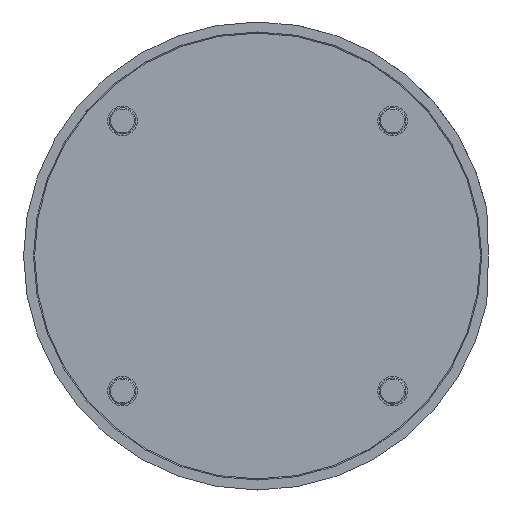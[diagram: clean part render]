
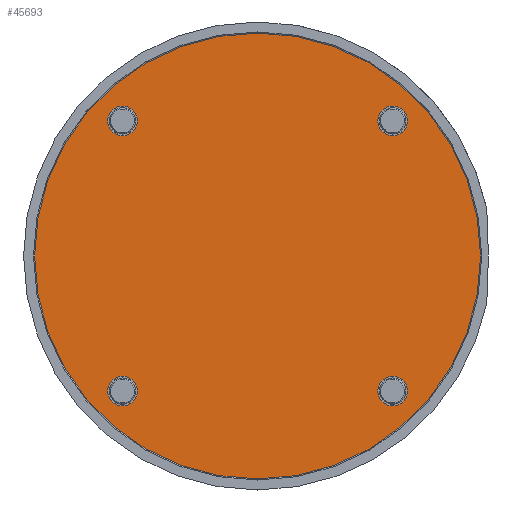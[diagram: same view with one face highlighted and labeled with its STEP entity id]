
A CAD part, left-side view. The second image highlights one B-rep face of the part: STEP entity #45693.
In plain terms, the highlighted planar face has unit normal (-1, 0, 0).
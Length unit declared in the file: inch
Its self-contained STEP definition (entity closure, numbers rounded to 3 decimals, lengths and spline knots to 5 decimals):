
#623 = PLANE ( 'NONE',  #21863 ) ;
#997 = EDGE_CURVE ( 'NONE', #26795, #13605, #82988, .T. ) ;
#1022 = DIRECTION ( 'NONE',  ( 0., 0., 1. ) ) ;
#2692 = EDGE_LOOP ( 'NONE', ( #106723, #54390 ) ) ;
#2827 = CARTESIAN_POINT ( 'NONE',  ( -13.12, 2.56326, -2.28226 ) ) ;
#4184 = AXIS2_PLACEMENT_3D ( 'NONE', #92462, #37296, #101634 ) ;
#5413 = DIRECTION ( 'NONE',  ( -1., 0., 0. ) ) ;
#5888 = FACE_BOUND ( 'NONE', #37649, .T. ) ;
#7604 = DIRECTION ( 'NONE',  ( -1., 0., 0. ) ) ;
#7641 = CARTESIAN_POINT ( 'NONE',  ( -13.12, -2.56326, 2.56326 ) ) ;
#8984 = CIRCLE ( 'NONE', #4184, 0.281 ) ;
#9821 = DIRECTION ( 'NONE',  ( -1., 0., 0. ) ) ;
#9916 = DIRECTION ( 'NONE',  ( 0., 0., 1. ) ) ;
#11822 = AXIS2_PLACEMENT_3D ( 'NONE', #109262, #54170, #118563 ) ;
#11894 = VERTEX_POINT ( 'NONE', #87281 ) ;
#13605 = VERTEX_POINT ( 'NONE', #85983 ) ;
#16829 = CIRCLE ( 'NONE', #57897, 4.2305 ) ;
#16980 = DIRECTION ( 'NONE',  ( 0., 0., 1. ) ) ;
#18252 = AXIS2_PLACEMENT_3D ( 'NONE', #32548, #96932, #41805 ) ;
#19415 = CIRCLE ( 'NONE', #40568, 0.281 ) ;
#19701 = ORIENTED_EDGE ( 'NONE', *, *, #114567, .F. ) ;
#21180 = VERTEX_POINT ( 'NONE', #47077 ) ;
#21863 = AXIS2_PLACEMENT_3D ( 'NONE', #83786, #56425, #1022 ) ;
#23174 = ORIENTED_EDGE ( 'NONE', *, *, #55305, .F. ) ;
#26557 = EDGE_LOOP ( 'NONE', ( #76443, #76253 ) ) ;
#26795 = VERTEX_POINT ( 'NONE', #101014 ) ;
#27718 = CIRCLE ( 'NONE', #51554, 0.281 ) ;
#28945 = EDGE_CURVE ( 'NONE', #41511, #59324, #53273, .T. ) ;
#29952 = EDGE_CURVE ( 'NONE', #71960, #21180, #8984, .T. ) ;
#32114 = ORIENTED_EDGE ( 'NONE', *, *, #59766, .T. ) ;
#32548 = CARTESIAN_POINT ( 'NONE',  ( -13.12, 2.56326, -2.56326 ) ) ;
#36300 = CARTESIAN_POINT ( 'NONE',  ( -13.12, 0., 0. ) ) ;
#37296 = DIRECTION ( 'NONE',  ( -1., 0., 0. ) ) ;
#37500 = CIRCLE ( 'NONE', #114217, 0.281 ) ;
#37649 = EDGE_LOOP ( 'NONE', ( #75670, #44403 ) ) ;
#40568 = AXIS2_PLACEMENT_3D ( 'NONE', #49275, #113694, #58586 ) ;
#41511 = VERTEX_POINT ( 'NONE', #119150 ) ;
#41805 = DIRECTION ( 'NONE',  ( 0., 0., 1. ) ) ;
#42872 = CARTESIAN_POINT ( 'NONE',  ( -13.12, -2.56326, -2.56326 ) ) ;
#44403 = ORIENTED_EDGE ( 'NONE', *, *, #29952, .F. ) ;
#45622 = VERTEX_POINT ( 'NONE', #72591 ) ;
#45693 = ADVANCED_FACE ( 'NONE', ( #103990, #79602, #55107, #5888, #101078 ), #623, .T. ) ;
#47077 = CARTESIAN_POINT ( 'NONE',  ( -13.12, 2.56326, 2.84426 ) ) ;
#48700 = CARTESIAN_POINT ( 'NONE',  ( -13.12, 2.56326, 2.56326 ) ) ;
#49275 = CARTESIAN_POINT ( 'NONE',  ( -13.12, -2.56326, 2.56326 ) ) ;
#50810 = CIRCLE ( 'NONE', #18252, 0.281 ) ;
#51554 = AXIS2_PLACEMENT_3D ( 'NONE', #48700, #113107, #58000 ) ;
#52159 = DIRECTION ( 'NONE',  ( 0., 0., 1. ) ) ;
#53273 = CIRCLE ( 'NONE', #11822, 0.281 ) ;
#54170 = DIRECTION ( 'NONE',  ( -1., 0., 0. ) ) ;
#54390 = ORIENTED_EDGE ( 'NONE', *, *, #28945, .F. ) ;
#54545 = AXIS2_PLACEMENT_3D ( 'NONE', #36300, #9821, #9916 ) ;
#55107 = FACE_BOUND ( 'NONE', #26557, .T. ) ;
#55141 = EDGE_CURVE ( 'NONE', #21180, #71960, #27718, .T. ) ;
#55305 = EDGE_CURVE ( 'NONE', #69261, #117360, #50810, .T. ) ;
#56425 = DIRECTION ( 'NONE',  ( -1., 0., 0. ) ) ;
#57897 = AXIS2_PLACEMENT_3D ( 'NONE', #60793, #5413, #70085 ) ;
#58000 = DIRECTION ( 'NONE',  ( 0., 0., 1. ) ) ;
#58232 = CARTESIAN_POINT ( 'NONE',  ( -13.12, 2.56326, -2.84426 ) ) ;
#58586 = DIRECTION ( 'NONE',  ( 0., 0., 1. ) ) ;
#59324 = VERTEX_POINT ( 'NONE', #106775 ) ;
#59766 = EDGE_CURVE ( 'NONE', #13605, #26795, #16829, .T. ) ;
#60114 = AXIS2_PLACEMENT_3D ( 'NONE', #42872, #107251, #52159 ) ;
#60793 = CARTESIAN_POINT ( 'NONE',  ( -13.12, 0., 0. ) ) ;
#62984 = CARTESIAN_POINT ( 'NONE',  ( -13.12, 2.56326, -2.56326 ) ) ;
#65546 = CARTESIAN_POINT ( 'NONE',  ( -13.12, 2.56326, 2.28226 ) ) ;
#69261 = VERTEX_POINT ( 'NONE', #58232 ) ;
#70085 = DIRECTION ( 'NONE',  ( 0., 0., 1. ) ) ;
#71960 = VERTEX_POINT ( 'NONE', #65546 ) ;
#72256 = DIRECTION ( 'NONE',  ( 0., 0., 1. ) ) ;
#72297 = DIRECTION ( 'NONE',  ( -1., 0., 0. ) ) ;
#72591 = CARTESIAN_POINT ( 'NONE',  ( -13.12, -2.56326, 2.28226 ) ) ;
#72796 = AXIS2_PLACEMENT_3D ( 'NONE', #62984, #7604, #72256 ) ;
#74216 = EDGE_LOOP ( 'NONE', ( #32114, #116653 ) ) ;
#75670 = ORIENTED_EDGE ( 'NONE', *, *, #55141, .F. ) ;
#76253 = ORIENTED_EDGE ( 'NONE', *, *, #112458, .F. ) ;
#76443 = ORIENTED_EDGE ( 'NONE', *, *, #98277, .F. ) ;
#79602 = FACE_BOUND ( 'NONE', #2692, .T. ) ;
#82988 = CIRCLE ( 'NONE', #54545, 4.2305 ) ;
#83675 = EDGE_LOOP ( 'NONE', ( #19701, #23174 ) ) ;
#83786 = CARTESIAN_POINT ( 'NONE',  ( -13.12, 0., 0. ) ) ;
#85983 = CARTESIAN_POINT ( 'NONE',  ( -13.12, 0., 4.2305 ) ) ;
#87281 = CARTESIAN_POINT ( 'NONE',  ( -13.12, -2.56326, 2.84426 ) ) ;
#92462 = CARTESIAN_POINT ( 'NONE',  ( -13.12, 2.56326, 2.56326 ) ) ;
#96932 = DIRECTION ( 'NONE',  ( -1., 0., 0. ) ) ;
#98277 = EDGE_CURVE ( 'NONE', #11894, #45622, #19415, .T. ) ;
#101014 = CARTESIAN_POINT ( 'NONE',  ( -13.12, 0., -4.2305 ) ) ;
#101078 = FACE_OUTER_BOUND ( 'NONE', #74216, .T. ) ;
#101634 = DIRECTION ( 'NONE',  ( 0., 0., 1. ) ) ;
#103990 = FACE_BOUND ( 'NONE', #83675, .T. ) ;
#104433 = EDGE_CURVE ( 'NONE', #59324, #41511, #107013, .T. ) ;
#106723 = ORIENTED_EDGE ( 'NONE', *, *, #104433, .F. ) ;
#106775 = CARTESIAN_POINT ( 'NONE',  ( -13.12, -2.56326, -2.28226 ) ) ;
#107013 = CIRCLE ( 'NONE', #60114, 0.281 ) ;
#107251 = DIRECTION ( 'NONE',  ( -1., 0., 0. ) ) ;
#109262 = CARTESIAN_POINT ( 'NONE',  ( -13.12, -2.56326, -2.56326 ) ) ;
#112458 = EDGE_CURVE ( 'NONE', #45622, #11894, #37500, .T. ) ;
#113107 = DIRECTION ( 'NONE',  ( -1., 0., 0. ) ) ;
#113694 = DIRECTION ( 'NONE',  ( -1., 0., 0. ) ) ;
#114217 = AXIS2_PLACEMENT_3D ( 'NONE', #7641, #72297, #16980 ) ;
#114567 = EDGE_CURVE ( 'NONE', #117360, #69261, #117630, .T. ) ;
#116653 = ORIENTED_EDGE ( 'NONE', *, *, #997, .T. ) ;
#117360 = VERTEX_POINT ( 'NONE', #2827 ) ;
#117630 = CIRCLE ( 'NONE', #72796, 0.281 ) ;
#118563 = DIRECTION ( 'NONE',  ( 0., 0., 1. ) ) ;
#119150 = CARTESIAN_POINT ( 'NONE',  ( -13.12, -2.56326, -2.84426 ) ) ;
